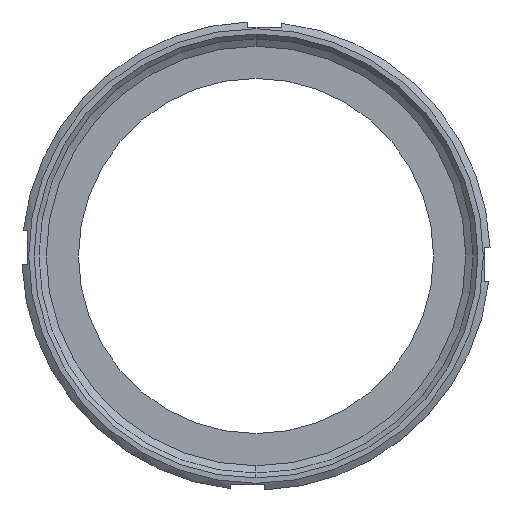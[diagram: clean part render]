
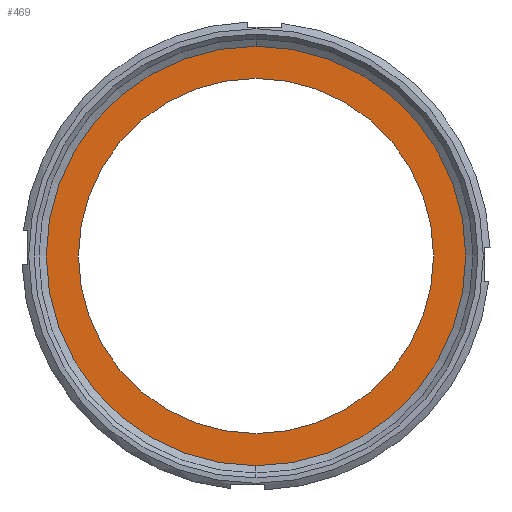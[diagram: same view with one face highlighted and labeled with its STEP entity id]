
A CAD part, left-side view. The second image highlights one B-rep face of the part: STEP entity #469.
In plain terms, the highlighted planar face has unit normal (-1, 0, 0).
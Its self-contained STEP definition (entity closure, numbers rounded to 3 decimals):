
#51 = CIRCLE ( 'NONE', #751, 61.428 ) ;
#91 = DIRECTION ( 'NONE',  ( -1., 0., 0. ) ) ;
#103 = EDGE_CURVE ( 'NONE', #655, #473, #1109, .T. ) ;
#123 = EDGE_LOOP ( 'NONE', ( #201, #189 ) ) ;
#141 = DIRECTION ( 'NONE',  ( 0., 0., 1. ) ) ;
#156 = CARTESIAN_POINT ( 'NONE',  ( 21.371, 0., -52. ) ) ;
#165 = AXIS2_PLACEMENT_3D ( 'NONE', #339, #968, #532 ) ;
#186 = EDGE_CURVE ( 'NONE', #522, #937, #947, .T. ) ;
#189 = ORIENTED_EDGE ( 'NONE', *, *, #1085, .T. ) ;
#201 = ORIENTED_EDGE ( 'NONE', *, *, #186, .T. ) ;
#249 = EDGE_LOOP ( 'NONE', ( #819, #330 ) ) ;
#318 = CARTESIAN_POINT ( 'NONE',  ( 21.371, 0., 0. ) ) ;
#330 = ORIENTED_EDGE ( 'NONE', *, *, #676, .F. ) ;
#339 = CARTESIAN_POINT ( 'NONE',  ( 21.371, 61.428, 0. ) ) ;
#352 = CARTESIAN_POINT ( 'NONE',  ( 21.371, 0., 61.428 ) ) ;
#371 = AXIS2_PLACEMENT_3D ( 'NONE', #318, #91, #515 ) ;
#417 = DIRECTION ( 'NONE',  ( -1., 0., 0. ) ) ;
#426 = DIRECTION ( 'NONE',  ( 0., 0., 1. ) ) ;
#435 = CARTESIAN_POINT ( 'NONE',  ( 21.371, 0., -61.428 ) ) ;
#469 = ADVANCED_FACE ( 'NONE', ( #544, #765 ), #757, .F. ) ;
#473 = VERTEX_POINT ( 'NONE', #156 ) ;
#510 = AXIS2_PLACEMENT_3D ( 'NONE', #679, #417, #426 ) ;
#515 = DIRECTION ( 'NONE',  ( 0., 0., 1. ) ) ;
#522 = VERTEX_POINT ( 'NONE', #352 ) ;
#532 = DIRECTION ( 'NONE',  ( 0., 0., -1. ) ) ;
#536 = DIRECTION ( 'NONE',  ( 0., 0., 1. ) ) ;
#544 = FACE_BOUND ( 'NONE', #249, .T. ) ;
#609 = DIRECTION ( 'NONE',  ( -1., 0., 0. ) ) ;
#655 = VERTEX_POINT ( 'NONE', #863 ) ;
#676 = EDGE_CURVE ( 'NONE', #473, #655, #703, .T. ) ;
#679 = CARTESIAN_POINT ( 'NONE',  ( 21.371, 0., 0. ) ) ;
#703 = CIRCLE ( 'NONE', #371, 52. ) ;
#712 = CARTESIAN_POINT ( 'NONE',  ( 21.371, 0., 0. ) ) ;
#736 = DIRECTION ( 'NONE',  ( -1., 0., 0. ) ) ;
#751 = AXIS2_PLACEMENT_3D ( 'NONE', #712, #609, #536 ) ;
#753 = AXIS2_PLACEMENT_3D ( 'NONE', #1020, #736, #141 ) ;
#757 = PLANE ( 'NONE',  #165 ) ;
#765 = FACE_OUTER_BOUND ( 'NONE', #123, .T. ) ;
#819 = ORIENTED_EDGE ( 'NONE', *, *, #103, .F. ) ;
#863 = CARTESIAN_POINT ( 'NONE',  ( 21.371, 0., 52. ) ) ;
#937 = VERTEX_POINT ( 'NONE', #435 ) ;
#947 = CIRCLE ( 'NONE', #510, 61.428 ) ;
#968 = DIRECTION ( 'NONE',  ( 1., 0., 0. ) ) ;
#1020 = CARTESIAN_POINT ( 'NONE',  ( 21.371, 0., 0. ) ) ;
#1085 = EDGE_CURVE ( 'NONE', #937, #522, #51, .T. ) ;
#1109 = CIRCLE ( 'NONE', #753, 52. ) ;
